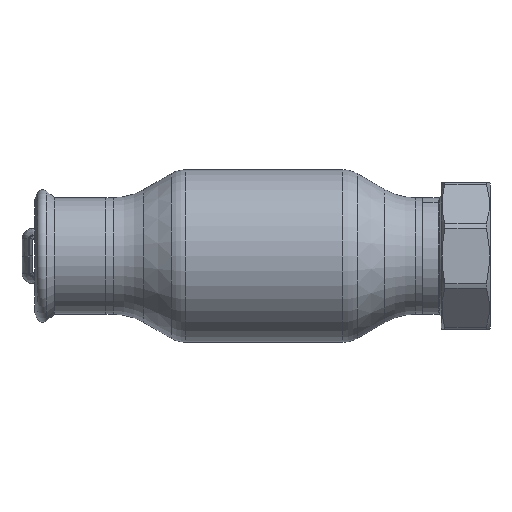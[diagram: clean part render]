
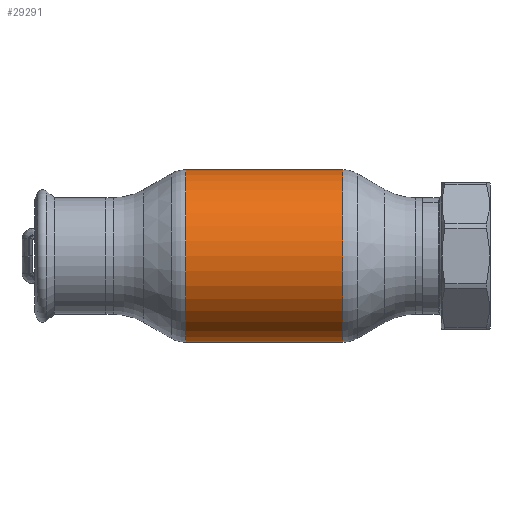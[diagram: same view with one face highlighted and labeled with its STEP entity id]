
A CAD part, front view. The second image highlights one B-rep face of the part: STEP entity #29291.
In plain terms, the highlighted cylindrical face has radius 42.5 mm (diameter 85 mm), a partial arc.
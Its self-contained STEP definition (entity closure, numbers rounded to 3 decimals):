
#2461 = DIRECTION ( 'NONE',  ( 1., 0., 0. ) ) ;
#4306 = VECTOR ( 'NONE', #29547, 1000. ) ;
#4492 = VERTEX_POINT ( 'NONE', #18718 ) ;
#8923 = EDGE_CURVE ( 'NONE', #56880, #61059, #21079, .T. ) ;
#9451 = LINE ( 'NONE', #27452, #37967 ) ;
#11208 = AXIS2_PLACEMENT_3D ( 'NONE', #43440, #49141, #52179 ) ;
#13491 = AXIS2_PLACEMENT_3D ( 'NONE', #23264, #2461, #33243 ) ;
#14695 = AXIS2_PLACEMENT_3D ( 'NONE', #20610, #25296, #40595 ) ;
#17695 = DIRECTION ( 'NONE',  ( 1., 0., 0. ) ) ;
#17799 = LINE ( 'NONE', #39768, #4306 ) ;
#18718 = CARTESIAN_POINT ( 'NONE',  ( 38.749, 0., 42.5 ) ) ;
#20295 = EDGE_CURVE ( 'NONE', #61059, #28778, #17799, .T. ) ;
#20610 = CARTESIAN_POINT ( 'NONE',  ( 38.749, 0., 0. ) ) ;
#21079 = CIRCLE ( 'NONE', #11208, 42.5 ) ;
#21746 = CIRCLE ( 'NONE', #14695, 42.5 ) ;
#23264 = CARTESIAN_POINT ( 'NONE',  ( 62.69, 0., 0. ) ) ;
#25296 = DIRECTION ( 'NONE',  ( 1., 0., 0. ) ) ;
#27452 = CARTESIAN_POINT ( 'NONE',  ( 62.69, 0., 42.5 ) ) ;
#28778 = VERTEX_POINT ( 'NONE', #33406 ) ;
#29291 = ADVANCED_FACE ( 'NONE', ( #35485 ), #41027, .T. ) ;
#29547 = DIRECTION ( 'NONE',  ( 1., 0., 0. ) ) ;
#33243 = DIRECTION ( 'NONE',  ( 0., 0., -1. ) ) ;
#33406 = CARTESIAN_POINT ( 'NONE',  ( 38.749, 0., -42.5 ) ) ;
#35485 = FACE_OUTER_BOUND ( 'NONE', #46972, .T. ) ;
#37967 = VECTOR ( 'NONE', #17695, 1000. ) ;
#39768 = CARTESIAN_POINT ( 'NONE',  ( 62.69, 0., -42.5 ) ) ;
#39791 = ORIENTED_EDGE ( 'NONE', *, *, #8923, .T. ) ;
#40595 = DIRECTION ( 'NONE',  ( 0., 0., -1. ) ) ;
#41027 = CYLINDRICAL_SURFACE ( 'NONE', #13491, 42.5 ) ;
#43440 = CARTESIAN_POINT ( 'NONE',  ( -38.749, 0., 0. ) ) ;
#45633 = ORIENTED_EDGE ( 'NONE', *, *, #52532, .F. ) ;
#46972 = EDGE_LOOP ( 'NONE', ( #48321, #39791, #47100, #45633 ) ) ;
#47100 = ORIENTED_EDGE ( 'NONE', *, *, #20295, .T. ) ;
#48321 = ORIENTED_EDGE ( 'NONE', *, *, #61214, .F. ) ;
#49141 = DIRECTION ( 'NONE',  ( 1., 0., 0. ) ) ;
#50744 = CARTESIAN_POINT ( 'NONE',  ( -38.749, 0., 42.5 ) ) ;
#52179 = DIRECTION ( 'NONE',  ( 0., 0., -1. ) ) ;
#52532 = EDGE_CURVE ( 'NONE', #4492, #28778, #21746, .T. ) ;
#56880 = VERTEX_POINT ( 'NONE', #50744 ) ;
#61059 = VERTEX_POINT ( 'NONE', #65219 ) ;
#61214 = EDGE_CURVE ( 'NONE', #56880, #4492, #9451, .T. ) ;
#65219 = CARTESIAN_POINT ( 'NONE',  ( -38.749, 0., -42.5 ) ) ;
